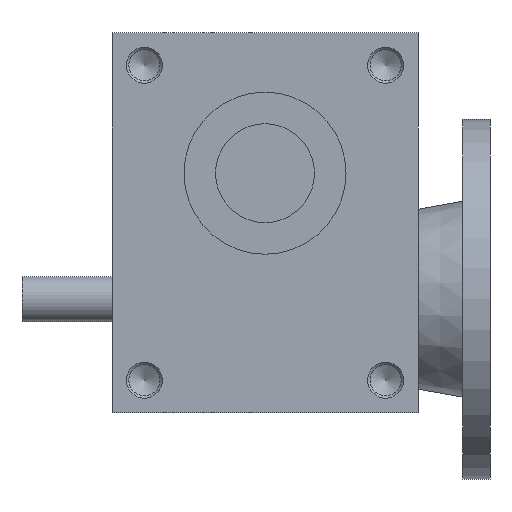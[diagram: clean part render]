
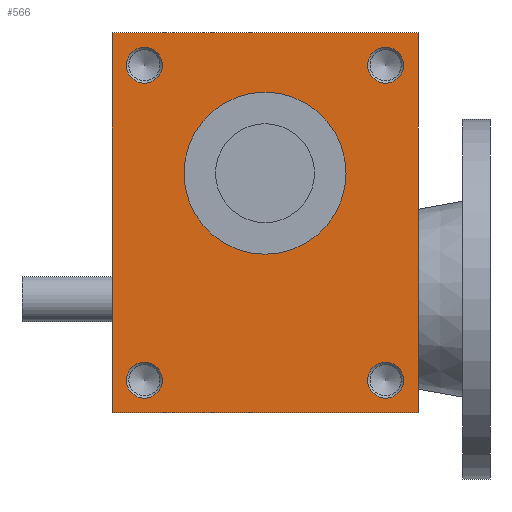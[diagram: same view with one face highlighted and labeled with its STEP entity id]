
A CAD part, front view. The second image highlights one B-rep face of the part: STEP entity #566.
In plain terms, the highlighted planar face has unit normal (0, -1, 0).
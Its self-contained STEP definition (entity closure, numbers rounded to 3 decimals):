
#566 = ADVANCED_FACE( '', ( #1191, #1192, #1193, #1194, #1195, #1196 ), #1197, .F. );
#1191 = FACE_BOUND( '', #1854, .T. );
#1192 = FACE_BOUND( '', #1855, .T. );
#1193 = FACE_BOUND( '', #1856, .T. );
#1194 = FACE_BOUND( '', #1857, .T. );
#1195 = FACE_BOUND( '', #1858, .T. );
#1196 = FACE_OUTER_BOUND( '', #1859, .T. );
#1197 = PLANE( '', #1860 );
#1854 = EDGE_LOOP( '', ( #3153 ) );
#1855 = EDGE_LOOP( '', ( #3154 ) );
#1856 = EDGE_LOOP( '', ( #3155 ) );
#1857 = EDGE_LOOP( '', ( #3156 ) );
#1858 = EDGE_LOOP( '', ( #3157 ) );
#1859 = EDGE_LOOP( '', ( #3158, #3159, #3160, #3161 ) );
#1860 = AXIS2_PLACEMENT_3D( '', #3162, #3163, #3164 );
#3153 = ORIENTED_EDGE( '', *, *, #3866, .F. );
#3154 = ORIENTED_EDGE( '', *, *, #3974, .F. );
#3155 = ORIENTED_EDGE( '', *, *, #3898, .F. );
#3156 = ORIENTED_EDGE( '', *, *, #3769, .F. );
#3157 = ORIENTED_EDGE( '', *, *, #3975, .T. );
#3158 = ORIENTED_EDGE( '', *, *, #3883, .T. );
#3159 = ORIENTED_EDGE( '', *, *, #3800, .F. );
#3160 = ORIENTED_EDGE( '', *, *, #3927, .F. );
#3161 = ORIENTED_EDGE( '', *, *, #3931, .T. );
#3162 = CARTESIAN_POINT( '', ( -85., -75., 105.5 ) );
#3163 = DIRECTION( '', ( 0., 1., 0. ) );
#3164 = DIRECTION( '', ( 0., 0., 1. ) );
#3769 = EDGE_CURVE( '', #4523, #4523, #4524, .T. );
#3800 = EDGE_CURVE( '', #4562, #4560, #4564, .T. );
#3866 = EDGE_CURVE( '', #4654, #4654, #4655, .T. );
#3883 = EDGE_CURVE( '', #4673, #4560, #4675, .T. );
#3898 = EDGE_CURVE( '', #4690, #4690, #4691, .T. );
#3927 = EDGE_CURVE( '', #4726, #4562, #4728, .T. );
#3931 = EDGE_CURVE( '', #4726, #4673, #4734, .T. );
#3974 = EDGE_CURVE( '', #4780, #4780, #4781, .T. );
#3975 = EDGE_CURVE( '', #4782, #4782, #4783, .T. );
#4523 = VERTEX_POINT( '', #5548 );
#4524 = CIRCLE( '', #5549, 10. );
#4560 = VERTEX_POINT( '', #5599 );
#4562 = VERTEX_POINT( '', #5602 );
#4564 = LINE( '', #5605, #5606 );
#4654 = VERTEX_POINT( '', #5722 );
#4655 = CIRCLE( '', #5723, 10. );
#4673 = VERTEX_POINT( '', #5745 );
#4675 = LINE( '', #5748, #5749 );
#4690 = VERTEX_POINT( '', #5766 );
#4691 = CIRCLE( '', #5767, 10. );
#4726 = VERTEX_POINT( '', #5811 );
#4728 = LINE( '', #5814, #5815 );
#4734 = LINE( '', #5821, #5822 );
#4780 = VERTEX_POINT( '', #5881 );
#4781 = CIRCLE( '', #5882, 10. );
#4782 = VERTEX_POINT( '', #5883 );
#4783 = CIRCLE( '', #5884, 45. );
#5548 = CARTESIAN_POINT( '', ( 67., -75., -97.5 ) );
#5549 = AXIS2_PLACEMENT_3D( '', #6362, #6363, #6364 );
#5599 = CARTESIAN_POINT( '', ( 85., -75., -105.5 ) );
#5602 = CARTESIAN_POINT( '', ( 85., -75., 105.5 ) );
#5605 = CARTESIAN_POINT( '', ( 85., -75., 105.5 ) );
#5606 = VECTOR( '', #6390, 1000. );
#5722 = CARTESIAN_POINT( '', ( -67., -75., -97.5 ) );
#5723 = AXIS2_PLACEMENT_3D( '', #6456, #6457, #6458 );
#5745 = CARTESIAN_POINT( '', ( -85., -75., -105.5 ) );
#5748 = CARTESIAN_POINT( '', ( -85., -75., -105.5 ) );
#5749 = VECTOR( '', #6473, 1000. );
#5766 = CARTESIAN_POINT( '', ( 67., -75., 77.5 ) );
#5767 = AXIS2_PLACEMENT_3D( '', #6488, #6489, #6490 );
#5811 = CARTESIAN_POINT( '', ( -85., -75., 105.5 ) );
#5814 = CARTESIAN_POINT( '', ( -85., -75., 105.5 ) );
#5815 = VECTOR( '', #6516, 1000. );
#5821 = CARTESIAN_POINT( '', ( -85., -75., 105.5 ) );
#5822 = VECTOR( '', #6523, 1000. );
#5881 = CARTESIAN_POINT( '', ( -67., -75., 77.5 ) );
#5882 = AXIS2_PLACEMENT_3D( '', #6549, #6550, #6551 );
#5883 = CARTESIAN_POINT( '', ( 45., -75., 27.5 ) );
#5884 = AXIS2_PLACEMENT_3D( '', #6552, #6553, #6554 );
#6362 = CARTESIAN_POINT( '', ( 67., -75., -87.5 ) );
#6363 = DIRECTION( '', ( 0., -1., 0. ) );
#6364 = DIRECTION( '', ( 0., 0., -1. ) );
#6390 = DIRECTION( '', ( 0., 0., -1. ) );
#6456 = CARTESIAN_POINT( '', ( -67., -75., -87.5 ) );
#6457 = DIRECTION( '', ( 0., -1., 0. ) );
#6458 = DIRECTION( '', ( 0., 0., -1. ) );
#6473 = DIRECTION( '', ( 1., 0., 0. ) );
#6488 = CARTESIAN_POINT( '', ( 67., -75., 87.5 ) );
#6489 = DIRECTION( '', ( 0., -1., 0. ) );
#6490 = DIRECTION( '', ( 0., 0., -1. ) );
#6516 = DIRECTION( '', ( 1., 0., 0. ) );
#6523 = DIRECTION( '', ( 0., 0., -1. ) );
#6549 = CARTESIAN_POINT( '', ( -67., -75., 87.5 ) );
#6550 = DIRECTION( '', ( 0., -1., 0. ) );
#6551 = DIRECTION( '', ( 0., 0., -1. ) );
#6552 = CARTESIAN_POINT( '', ( 0., -75., 27.5 ) );
#6553 = DIRECTION( '', ( 0., 1., 0. ) );
#6554 = DIRECTION( '', ( 1., 0., 0. ) );
